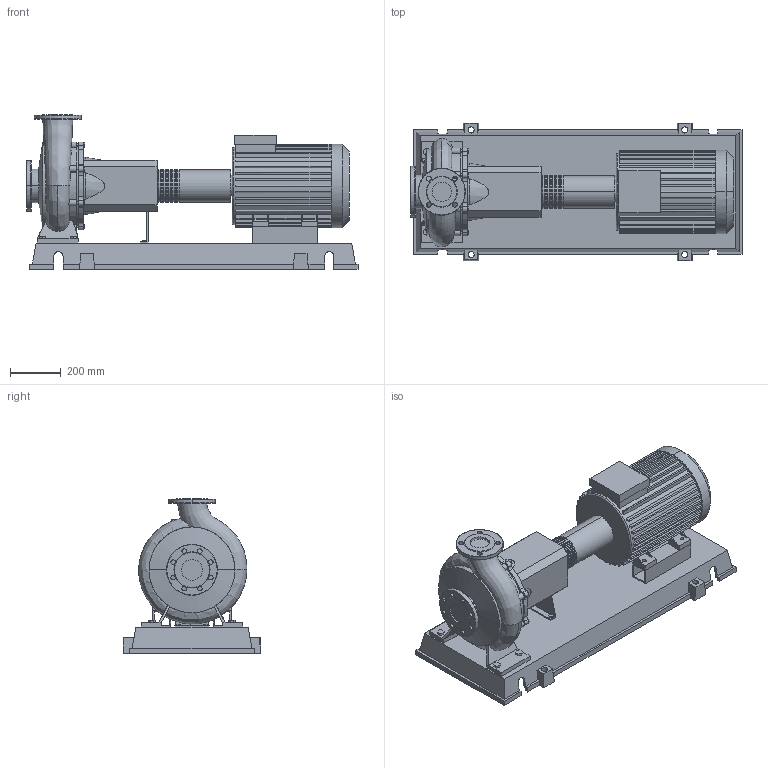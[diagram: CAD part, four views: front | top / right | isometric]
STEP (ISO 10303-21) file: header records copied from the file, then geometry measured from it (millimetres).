
FILE_DESCRIPTION((''),'2;1');
FILE_NAME('3d_NL65_315-11-4-12-4109215.stp','2015-03-03T07:17:40',(''),(''),'Mechanical Desktop 2009','Mechanical Desktop 2009',', , ');
FILE_SCHEMA(('CONFIG_CONTROL_DESIGN'));
Length unit declared in the file: millimetre
Products named in the file (1): Product
Bounding box: 1305 x 540 x 608 mm (x, y, z)
Volume: 83737919.4 mm3; surface area: 4495333.4 mm2
Topology: 13 solids, 13 shells, 873 faces, 2312 edges, 1521 vertices
Faces by surface type: plane 445, cylinder 221, bspline 185, cone 12, torus 10
Full cylindrical faces by diameter (mm): 337.5 x1
Entity records: 31849 total; most frequent: CARTESIAN_POINT 10105, ORIENTED_EDGE 4626, DIRECTION 4312, EDGE_CURVE 2313, VERTEX_POINT 1520, VECTOR 1460, LINE 1460, AXIS2_PLACEMENT_3D 1426
